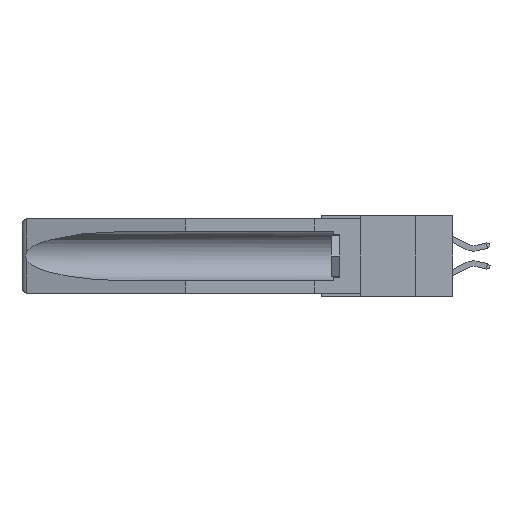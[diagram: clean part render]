
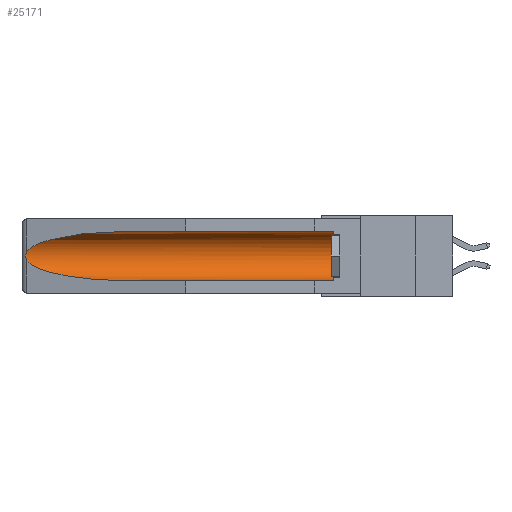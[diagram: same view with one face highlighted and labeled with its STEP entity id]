
A CAD part, left-side view. The second image highlights one B-rep face of the part: STEP entity #25171.
In plain terms, the highlighted cylindrical face has radius 2.857 mm (diameter 5.715 mm), a partial arc.
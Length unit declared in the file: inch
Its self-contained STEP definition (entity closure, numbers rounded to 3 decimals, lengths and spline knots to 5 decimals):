
#272 = EDGE_CURVE ( 'NONE', #19077, #26147, #21565, .T. ) ;
#1169 = EDGE_CURVE ( 'NONE', #19077, #14127, #15320, .T. ) ;
#3325 = CARTESIAN_POINT ( 'NONE',  ( 0.26537, 1.52718, -0.14972 ) ) ;
#4685 = CARTESIAN_POINT ( 'NONE',  ( 0.25451, 1.48313, -0.24835 ) ) ;
#5409 = ORIENTED_EDGE ( 'NONE', *, *, #30412, .T. ) ;
#5667 = FACE_OUTER_BOUND ( 'NONE', #30199, .T. ) ;
#6532 = VERTEX_POINT ( 'NONE', #25821 ) ;
#6770 = CARTESIAN_POINT ( 'NONE',  ( 0.155, 1.07973, -0.284 ) ) ;
#6785 = AXIS2_PLACEMENT_3D ( 'NONE', #17992, #31229, #15486 ) ;
#6874 = CARTESIAN_POINT ( 'NONE',  ( 0.21114, 1.30732, -0.284 ) ) ;
#7721 = CARTESIAN_POINT ( 'NONE',  ( 0.155, -0.30754, -0.059 ) ) ;
#8435 = VECTOR ( 'NONE', #21085, 39.37008 ) ;
#8722 = CARTESIAN_POINT ( 'NONE',  ( 0.2673, 1.5327, -0.16383 ) ) ;
#8831 = CARTESIAN_POINT ( 'NONE',  ( 0.26597, 1.52961, -0.15275 ) ) ;
#9772 = B_SPLINE_CURVE_WITH_KNOTS ( 'NONE', 3,
 ( #16097, #8831, #32310, #8722, #32417, #29898, #14110, #32529, #12744, #12854 ),
 .UNSPECIFIED., .F., .F.,
 ( 4, 2, 2, 2, 4 ),
 ( 0., 0.00029, 0.00058, 0.00087, 0.00117 ),
 .UNSPECIFIED. ) ;
#10570 = CARTESIAN_POINT ( 'NONE',  ( 0.155, -0.30754, -0.284 ) ) ;
#11525 = VERTEX_POINT ( 'NONE', #20464 ) ;
#11544 = EDGE_CURVE ( 'NONE', #6532, #15650, #19486, .T. ) ;
#12182 = CARTESIAN_POINT ( 'NONE',  ( 0.25451, 1.48313, -0.09465 ) ) ;
#12217 = DIRECTION ( 'NONE',  ( 0., 1., 0. ) ) ;
#12413 = CARTESIAN_POINT ( 'NONE',  ( 0.21114, 1.30732, -0.059 ) ) ;
#12736 = EDGE_CURVE ( 'NONE', #11525, #14127, #27115, .T. ) ;
#12744 = CARTESIAN_POINT ( 'NONE',  ( 0.26597, 1.5296, -0.19026 ) ) ;
#12854 = CARTESIAN_POINT ( 'NONE',  ( 0.26537, 1.52718, -0.19328 ) ) ;
#13093 = CARTESIAN_POINT ( 'NONE',  ( 0.155, 1.07973, -0.284 ) ) ;
#14110 = CARTESIAN_POINT ( 'NONE',  ( 0.2673, 1.53269, -0.17917 ) ) ;
#14127 = VERTEX_POINT ( 'NONE', #13093 ) ;
#15320 = LINE ( 'NONE', #10570, #29754 ) ;
#15486 = DIRECTION ( 'NONE',  ( 0., 0., 1. ) ) ;
#15650 = VERTEX_POINT ( 'NONE', #3325 ) ;
#16097 = CARTESIAN_POINT ( 'NONE',  ( 0.26537, 1.52718, -0.14972 ) ) ;
#17603 = CARTESIAN_POINT ( 'NONE',  ( 0.155, -0.30754, -0.1715 ) ) ;
#17797 = EDGE_CURVE ( 'NONE', #15650, #11525, #9772, .T. ) ;
#17992 = CARTESIAN_POINT ( 'NONE',  ( 0.155, 0.126, -0.1715 ) ) ;
#18708 = LINE ( 'NONE', #7721, #8435 ) ;
#18798 = ORIENTED_EDGE ( 'NONE', *, *, #12736, .T. ) ;
#19077 = VERTEX_POINT ( 'NONE', #30341 ) ;
#19486 =( BOUNDED_CURVE ( )  B_SPLINE_CURVE ( 3, ( #25566, #12413, #12182, #25446 ),
 .UNSPECIFIED., .F., .F. ) 
 B_SPLINE_CURVE_WITH_KNOTS ( ( 4, 4 ),
 ( 4.71239, 6.08839 ),
 .UNSPECIFIED. ) 
 CURVE ( )  GEOMETRIC_REPRESENTATION_ITEM ( )  RATIONAL_B_SPLINE_CURVE ( ( 1., 0.848, 0.848, 1. ) ) 
 REPRESENTATION_ITEM ( '' )  );
#20464 = CARTESIAN_POINT ( 'NONE',  ( 0.26537, 1.52718, -0.19328 ) ) ;
#21085 = DIRECTION ( 'NONE',  ( 0., 1., 0. ) ) ;
#21565 = CIRCLE ( 'NONE', #6785, 0.1125 ) ;
#22950 = DIRECTION ( 'NONE',  ( 0., 0., 1. ) ) ;
#24160 = ORIENTED_EDGE ( 'NONE', *, *, #272, .T. ) ;
#24603 = ORIENTED_EDGE ( 'NONE', *, *, #1169, .F. ) ;
#25171 = ADVANCED_FACE ( 'NONE', ( #5667 ), #26447, .F. ) ;
#25446 = CARTESIAN_POINT ( 'NONE',  ( 0.26537, 1.52718, -0.14972 ) ) ;
#25566 = CARTESIAN_POINT ( 'NONE',  ( 0.155, 1.07973, -0.059 ) ) ;
#25575 = AXIS2_PLACEMENT_3D ( 'NONE', #17603, #12217, #22950 ) ;
#25821 = CARTESIAN_POINT ( 'NONE',  ( 0.155, 1.07973, -0.059 ) ) ;
#25838 = ORIENTED_EDGE ( 'NONE', *, *, #11544, .T. ) ;
#26147 = VERTEX_POINT ( 'NONE', #33765 ) ;
#26447 = CYLINDRICAL_SURFACE ( 'NONE', #25575, 0.1125 ) ;
#27115 =( BOUNDED_CURVE ( )  B_SPLINE_CURVE ( 3, ( #27858, #4685, #6874, #6770 ),
 .UNSPECIFIED., .F., .F. ) 
 B_SPLINE_CURVE_WITH_KNOTS ( ( 4, 4 ),
 ( 0.1948, 1.5708 ),
 .UNSPECIFIED. ) 
 CURVE ( )  GEOMETRIC_REPRESENTATION_ITEM ( )  RATIONAL_B_SPLINE_CURVE ( ( 1., 0.848, 0.848, 1. ) ) 
 REPRESENTATION_ITEM ( '' )  );
#27858 = CARTESIAN_POINT ( 'NONE',  ( 0.26537, 1.52718, -0.19328 ) ) ;
#29754 = VECTOR ( 'NONE', #31519, 39.37008 ) ;
#29898 = CARTESIAN_POINT ( 'NONE',  ( 0.2675, 1.53308, -0.17534 ) ) ;
#30199 = EDGE_LOOP ( 'NONE', ( #25838, #31087, #18798, #24603, #24160, #5409 ) ) ;
#30341 = CARTESIAN_POINT ( 'NONE',  ( 0.155, 0.126, -0.284 ) ) ;
#30412 = EDGE_CURVE ( 'NONE', #26147, #6532, #18708, .T. ) ;
#31087 = ORIENTED_EDGE ( 'NONE', *, *, #17797, .T. ) ;
#31229 = DIRECTION ( 'NONE',  ( 0., -1., 0. ) ) ;
#31519 = DIRECTION ( 'NONE',  ( 0., 1., 0. ) ) ;
#32310 = CARTESIAN_POINT ( 'NONE',  ( 0.26654, 1.53092, -0.15636 ) ) ;
#32417 = CARTESIAN_POINT ( 'NONE',  ( 0.2675, 1.53308, -0.16763 ) ) ;
#32529 = CARTESIAN_POINT ( 'NONE',  ( 0.26655, 1.53094, -0.18657 ) ) ;
#33765 = CARTESIAN_POINT ( 'NONE',  ( 0.155, 0.126, -0.059 ) ) ;
